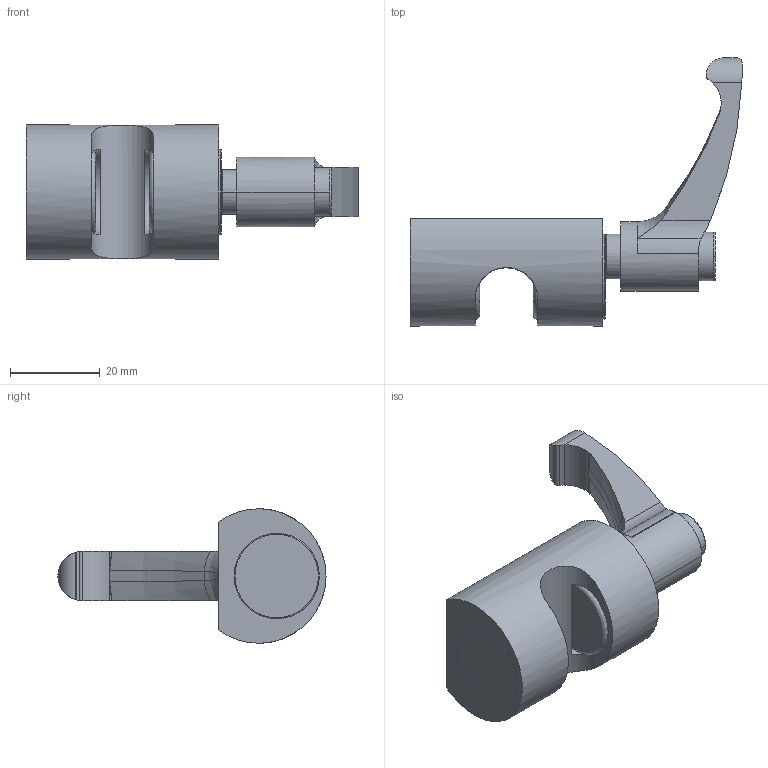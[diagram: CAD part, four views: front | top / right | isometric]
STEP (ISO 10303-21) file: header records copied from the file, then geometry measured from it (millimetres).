
FILE_DESCRIPTION((''),'2;1');
FILE_NAME('FRCCMAN12_SW0001','2017-02-06T',('anacleto.m'),(''),'CREO PARAMETRIC BY PTC INC, 2016050','CREO PARAMETRIC BY PTC INC, 2016050','');
FILE_SCHEMA(('CONFIG_CONTROL_DESIGN'));
Length unit declared in the file: millimetre
Products named in the file (1): FRCCMAN12_SW0001
Bounding box: 74 x 59.75 x 29.98 mm (x, y, z)
Volume: 28692.2 mm3; surface area: 9599.7 mm2
Topology: 1 solids, 1 shells, 129 faces, 320 edges, 192 vertices
Faces by surface type: cylinder 47, plane 36, cone 32, torus 12, bspline 2
Entity records: 4144 total; most frequent: CARTESIAN_POINT 1091, DIRECTION 657, ORIENTED_EDGE 612, EDGE_CURVE 306, AXIS2_PLACEMENT_3D 267, VERTEX_POINT 192, EDGE_LOOP 144, CIRCLE 140
